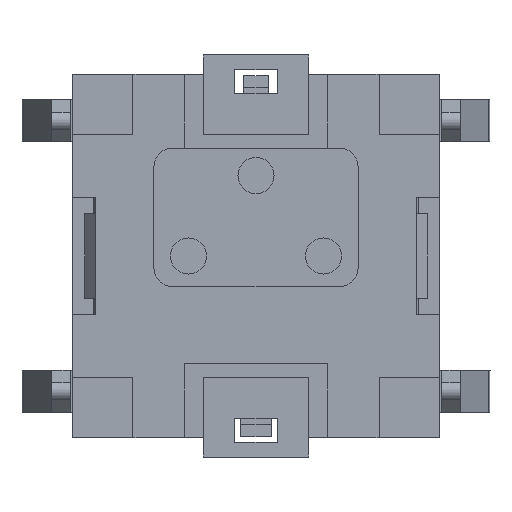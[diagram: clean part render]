
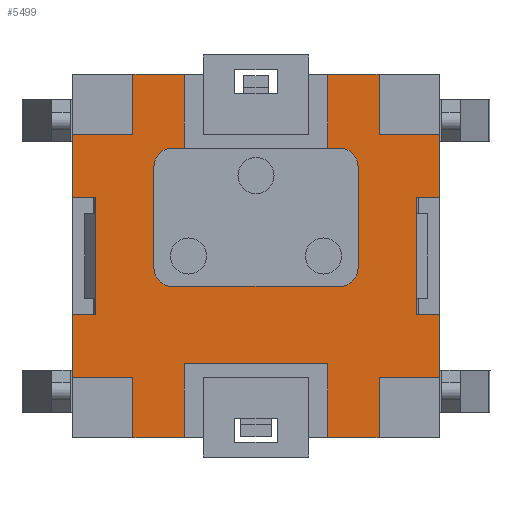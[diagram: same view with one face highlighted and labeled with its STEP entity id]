
A CAD part, front view. The second image highlights one B-rep face of the part: STEP entity #5499.
In plain terms, the highlighted planar face has unit normal (0, -1, 0).
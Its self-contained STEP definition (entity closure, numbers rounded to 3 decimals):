
#38=CIRCLE('',#5762,0.3);
#51=CIRCLE('',#5816,0.3);
#52=CIRCLE('',#5817,0.3);
#53=CIRCLE('',#5818,0.3);
#580=ORIENTED_EDGE('',*,*,#2125,.F.);
#581=ORIENTED_EDGE('',*,*,#2126,.F.);
#582=ORIENTED_EDGE('',*,*,#2127,.T.);
#583=ORIENTED_EDGE('',*,*,#2061,.F.);
#584=ORIENTED_EDGE('',*,*,#2128,.F.);
#585=ORIENTED_EDGE('',*,*,#2129,.T.);
#586=ORIENTED_EDGE('',*,*,#2130,.F.);
#587=ORIENTED_EDGE('',*,*,#1869,.F.);
#588=ORIENTED_EDGE('',*,*,#2131,.F.);
#589=ORIENTED_EDGE('',*,*,#2132,.T.);
#590=ORIENTED_EDGE('',*,*,#1805,.F.);
#591=ORIENTED_EDGE('',*,*,#1845,.F.);
#592=ORIENTED_EDGE('',*,*,#2133,.T.);
#593=ORIENTED_EDGE('',*,*,#2134,.F.);
#594=ORIENTED_EDGE('',*,*,#2135,.F.);
#595=ORIENTED_EDGE('',*,*,#2136,.F.);
#596=ORIENTED_EDGE('',*,*,#2137,.T.);
#597=ORIENTED_EDGE('',*,*,#1988,.F.);
#598=ORIENTED_EDGE('',*,*,#2014,.F.);
#599=ORIENTED_EDGE('',*,*,#2138,.T.);
#600=ORIENTED_EDGE('',*,*,#2139,.F.);
#601=ORIENTED_EDGE('',*,*,#2140,.F.);
#602=ORIENTED_EDGE('',*,*,#2010,.F.);
#603=ORIENTED_EDGE('',*,*,#2141,.T.);
#604=ORIENTED_EDGE('',*,*,#2142,.F.);
#605=ORIENTED_EDGE('',*,*,#2071,.F.);
#606=ORIENTED_EDGE('',*,*,#2143,.T.);
#607=ORIENTED_EDGE('',*,*,#2096,.F.);
#608=ORIENTED_EDGE('',*,*,#2144,.F.);
#609=ORIENTED_EDGE('',*,*,#2145,.F.);
#610=ORIENTED_EDGE('',*,*,#1957,.F.);
#611=ORIENTED_EDGE('',*,*,#2146,.F.);
#612=ORIENTED_EDGE('',*,*,#2147,.F.);
#613=ORIENTED_EDGE('',*,*,#2148,.F.);
#614=ORIENTED_EDGE('',*,*,#2149,.F.);
#615=ORIENTED_EDGE('',*,*,#2092,.F.);
#1805=EDGE_CURVE('',#2611,#2612,#3143,.T.);
#1845=EDGE_CURVE('',#2649,#2611,#3183,.T.);
#1869=EDGE_CURVE('',#2669,#2671,#3206,.T.);
#1957=EDGE_CURVE('',#2745,#2746,#38,.T.);
#1988=EDGE_CURVE('',#2767,#2768,#3316,.T.);
#2010=EDGE_CURVE('',#2782,#2783,#3338,.T.);
#2014=EDGE_CURVE('',#2786,#2767,#3342,.T.);
#2061=EDGE_CURVE('',#2828,#2829,#3380,.T.);
#2071=EDGE_CURVE('',#2833,#2834,#3390,.T.);
#2092=EDGE_CURVE('',#2851,#2852,#3411,.T.);
#2096=EDGE_CURVE('',#2855,#2856,#3415,.T.);
#2125=EDGE_CURVE('',#2876,#2851,#3442,.T.);
#2126=EDGE_CURVE('',#2877,#2876,#3443,.T.);
#2127=EDGE_CURVE('',#2877,#2829,#3444,.T.);
#2128=EDGE_CURVE('',#2878,#2828,#3445,.T.);
#2129=EDGE_CURVE('',#2878,#2879,#3446,.T.);
#2130=EDGE_CURVE('',#2671,#2879,#3447,.T.);
#2131=EDGE_CURVE('',#2880,#2669,#3448,.T.);
#2132=EDGE_CURVE('',#2880,#2612,#3449,.T.);
#2133=EDGE_CURVE('',#2649,#2881,#3450,.T.);
#2134=EDGE_CURVE('',#2882,#2881,#3451,.T.);
#2135=EDGE_CURVE('',#2883,#2882,#3452,.T.);
#2136=EDGE_CURVE('',#2884,#2883,#3453,.T.);
#2137=EDGE_CURVE('',#2884,#2768,#3454,.T.);
#2138=EDGE_CURVE('',#2786,#2885,#3455,.T.);
#2139=EDGE_CURVE('',#2886,#2885,#3456,.T.);
#2140=EDGE_CURVE('',#2783,#2886,#3457,.T.);
#2141=EDGE_CURVE('',#2782,#2887,#3458,.T.);
#2142=EDGE_CURVE('',#2834,#2887,#3459,.T.);
#2143=EDGE_CURVE('',#2833,#2856,#3460,.T.);
#2144=EDGE_CURVE('',#2888,#2855,#51,.T.);
#2145=EDGE_CURVE('',#2746,#2888,#3461,.T.);
#2146=EDGE_CURVE('',#2889,#2745,#3462,.T.);
#2147=EDGE_CURVE('',#2890,#2889,#52,.T.);
#2148=EDGE_CURVE('',#2891,#2890,#3463,.T.);
#2149=EDGE_CURVE('',#2852,#2891,#53,.T.);
#2611=VERTEX_POINT('',#7648);
#2612=VERTEX_POINT('',#7650);
#2649=VERTEX_POINT('',#7735);
#2669=VERTEX_POINT('',#7783);
#2671=VERTEX_POINT('',#7786);
#2745=VERTEX_POINT('',#7960);
#2746=VERTEX_POINT('',#7962);
#2767=VERTEX_POINT('',#8022);
#2768=VERTEX_POINT('',#8024);
#2782=VERTEX_POINT('',#8063);
#2783=VERTEX_POINT('',#8065);
#2786=VERTEX_POINT('',#8071);
#2828=VERTEX_POINT('',#8173);
#2829=VERTEX_POINT('',#8175);
#2833=VERTEX_POINT('',#8191);
#2834=VERTEX_POINT('',#8193);
#2851=VERTEX_POINT('',#8234);
#2852=VERTEX_POINT('',#8236);
#2855=VERTEX_POINT('',#8242);
#2856=VERTEX_POINT('',#8244);
#2876=VERTEX_POINT('',#8299);
#2877=VERTEX_POINT('',#8303);
#2878=VERTEX_POINT('',#8306);
#2879=VERTEX_POINT('',#8308);
#2880=VERTEX_POINT('',#8311);
#2881=VERTEX_POINT('',#8314);
#2882=VERTEX_POINT('',#8316);
#2883=VERTEX_POINT('',#8318);
#2884=VERTEX_POINT('',#8320);
#2885=VERTEX_POINT('',#8323);
#2886=VERTEX_POINT('',#8325);
#2887=VERTEX_POINT('',#8328);
#2888=VERTEX_POINT('',#8332);
#2889=VERTEX_POINT('',#8335);
#2890=VERTEX_POINT('',#8337);
#2891=VERTEX_POINT('',#8339);
#3143=LINE('',#7649,#3883);
#3183=LINE('',#7736,#3923);
#3206=LINE('',#7785,#3946);
#3316=LINE('',#8023,#4056);
#3338=LINE('',#8064,#4078);
#3342=LINE('',#8072,#4082);
#3380=LINE('',#8174,#4120);
#3390=LINE('',#8192,#4130);
#3411=LINE('',#8235,#4151);
#3415=LINE('',#8243,#4155);
#3442=LINE('',#8300,#4182);
#3443=LINE('',#8302,#4183);
#3444=LINE('',#8304,#4184);
#3445=LINE('',#8305,#4185);
#3446=LINE('',#8307,#4186);
#3447=LINE('',#8309,#4187);
#3448=LINE('',#8310,#4188);
#3449=LINE('',#8312,#4189);
#3450=LINE('',#8313,#4190);
#3451=LINE('',#8315,#4191);
#3452=LINE('',#8317,#4192);
#3453=LINE('',#8319,#4193);
#3454=LINE('',#8321,#4194);
#3455=LINE('',#8322,#4195);
#3456=LINE('',#8324,#4196);
#3457=LINE('',#8326,#4197);
#3458=LINE('',#8327,#4198);
#3459=LINE('',#8329,#4199);
#3460=LINE('',#8330,#4200);
#3461=LINE('',#8333,#4201);
#3462=LINE('',#8334,#4202);
#3463=LINE('',#8338,#4203);
#3883=VECTOR('',#6156,1000.);
#3923=VECTOR('',#6214,1000.);
#3946=VECTOR('',#6247,1000.);
#4056=VECTOR('',#6419,1000.);
#4078=VECTOR('',#6449,1000.);
#4082=VECTOR('',#6453,1000.);
#4120=VECTOR('',#6535,1000.);
#4130=VECTOR('',#6551,1000.);
#4151=VECTOR('',#6580,1000.);
#4155=VECTOR('',#6584,1000.);
#4182=VECTOR('',#6629,1000.);
#4183=VECTOR('',#6632,1000.);
#4184=VECTOR('',#6633,1000.);
#4185=VECTOR('',#6634,1000.);
#4186=VECTOR('',#6635,1000.);
#4187=VECTOR('',#6636,1000.);
#4188=VECTOR('',#6637,1000.);
#4189=VECTOR('',#6638,1000.);
#4190=VECTOR('',#6639,1000.);
#4191=VECTOR('',#6640,1000.);
#4192=VECTOR('',#6641,1000.);
#4193=VECTOR('',#6642,1000.);
#4194=VECTOR('',#6643,1000.);
#4195=VECTOR('',#6644,1000.);
#4196=VECTOR('',#6645,1000.);
#4197=VECTOR('',#6646,1000.);
#4198=VECTOR('',#6647,1000.);
#4199=VECTOR('',#6648,1000.);
#4200=VECTOR('',#6649,1000.);
#4201=VECTOR('',#6652,1000.);
#4202=VECTOR('',#6653,1000.);
#4203=VECTOR('',#6656,1000.);
#4648=EDGE_LOOP('',(#580,#581,#582,#583,#584,#585,#586,#587,#588,#589,#590,
#591,#592,#593,#594,#595,#596,#597,#598,#599,#600,#601,#602,#603,#604,#605,
#606,#607,#608,#609,#610,#611,#612,#613,#614,#615));
#4952=FACE_BOUND('',#4648,.T.);
#5242=PLANE('',#5815);
#5499=ADVANCED_FACE('',(#4952),#5242,.T.);
#5762=AXIS2_PLACEMENT_3D('',#7961,#6368,#6369);
#5815=AXIS2_PLACEMENT_3D('',#8301,#6630,#6631);
#5816=AXIS2_PLACEMENT_3D('',#8331,#6650,#6651);
#5817=AXIS2_PLACEMENT_3D('',#8336,#6654,#6655);
#5818=AXIS2_PLACEMENT_3D('',#8340,#6657,#6658);
#6156=DIRECTION('',(0.,0.,1.));
#6214=DIRECTION('',(-1.,0.,0.));
#6247=DIRECTION('',(1.,0.,0.));
#6368=DIRECTION('',(0.,-1.,0.));
#6369=DIRECTION('',(0.,0.,-1.));
#6419=DIRECTION('',(-1.,0.,0.));
#6449=DIRECTION('',(0.,0.,-1.));
#6453=DIRECTION('',(0.,0.,-1.));
#6535=DIRECTION('',(1.,0.,0.));
#6551=DIRECTION('',(1.,0.,0.));
#6580=DIRECTION('',(-1.,0.,0.));
#6584=DIRECTION('',(-1.,0.,0.));
#6629=DIRECTION('',(0.,0.,-1.));
#6630=DIRECTION('',(0.,-1.,0.));
#6631=DIRECTION('',(0.,0.,-1.));
#6632=DIRECTION('',(1.,0.,0.));
#6633=DIRECTION('',(0.,0.,-1.));
#6634=DIRECTION('',(0.,0.,1.));
#6635=DIRECTION('',(1.,0.,0.));
#6636=DIRECTION('',(0.,0.,1.));
#6637=DIRECTION('',(0.,0.,1.));
#6638=DIRECTION('',(1.,0.,0.));
#6639=DIRECTION('',(0.,0.,1.));
#6640=DIRECTION('',(-1.,0.,0.));
#6641=DIRECTION('',(0.,0.,1.));
#6642=DIRECTION('',(-1.,0.,0.));
#6643=DIRECTION('',(0.,0.,1.));
#6644=DIRECTION('',(-1.,0.,0.));
#6645=DIRECTION('',(0.,0.,-1.));
#6646=DIRECTION('',(-1.,0.,0.));
#6647=DIRECTION('',(-1.,0.,0.));
#6648=DIRECTION('',(0.,0.,-1.));
#6649=DIRECTION('',(0.,0.,-1.));
#6650=DIRECTION('',(0.,-1.,0.));
#6651=DIRECTION('',(0.,0.,-1.));
#6652=DIRECTION('',(0.,0.,1.));
#6653=DIRECTION('',(1.,0.,0.));
#6654=DIRECTION('',(0.,-1.,0.));
#6655=DIRECTION('',(0.,0.,-1.));
#6656=DIRECTION('',(0.,0.,-1.));
#6657=DIRECTION('',(0.,-1.,0.));
#6658=DIRECTION('',(0.,0.,-1.));
#7648=CARTESIAN_POINT('',(-2.05,0.,-3.025));
#7649=CARTESIAN_POINT('',(-2.05,0.,2.025));
#7650=CARTESIAN_POINT('',(-2.05,0.,-2.025));
#7735=CARTESIAN_POINT('',(-1.195,0.,-3.025));
#7736=CARTESIAN_POINT('',(3.05,0.,-3.025));
#7783=CARTESIAN_POINT('',(-3.05,0.,-0.975));
#7785=CARTESIAN_POINT('',(-3.05,0.,-0.975));
#7786=CARTESIAN_POINT('',(-2.675,0.,-0.975));
#7960=CARTESIAN_POINT('',(1.4,0.,-0.505));
#7961=CARTESIAN_POINT('',(1.4,0.,-0.205));
#7962=CARTESIAN_POINT('',(1.7,0.,-0.205));
#8022=CARTESIAN_POINT('',(3.05,0.,-2.025));
#8023=CARTESIAN_POINT('',(-0.875,0.,-2.025));
#8024=CARTESIAN_POINT('',(2.05,0.,-2.025));
#8063=CARTESIAN_POINT('',(3.05,0.,2.025));
#8064=CARTESIAN_POINT('',(3.05,0.,3.025));
#8065=CARTESIAN_POINT('',(3.05,0.,0.975));
#8071=CARTESIAN_POINT('',(3.05,0.,-0.975));
#8072=CARTESIAN_POINT('',(3.05,0.,3.025));
#8173=CARTESIAN_POINT('',(-3.05,0.,2.025));
#8174=CARTESIAN_POINT('',(0.875,0.,2.025));
#8175=CARTESIAN_POINT('',(-2.05,0.,2.025));
#8191=CARTESIAN_POINT('',(1.195,0.,3.025));
#8192=CARTESIAN_POINT('',(-3.05,0.,3.025));
#8193=CARTESIAN_POINT('',(2.05,0.,3.025));
#8234=CARTESIAN_POINT('',(-1.195,0.,1.795));
#8235=CARTESIAN_POINT('',(-1.195,0.,1.795));
#8236=CARTESIAN_POINT('',(-1.4,0.,1.795));
#8242=CARTESIAN_POINT('',(1.4,0.,1.795));
#8243=CARTESIAN_POINT('',(-1.195,0.,1.795));
#8244=CARTESIAN_POINT('',(1.195,0.,1.795));
#8299=CARTESIAN_POINT('',(-1.195,0.,3.025));
#8300=CARTESIAN_POINT('',(-1.195,0.,-1.795));
#8301=CARTESIAN_POINT('',(-0.875,0.,3.35));
#8302=CARTESIAN_POINT('',(-3.05,0.,3.025));
#8303=CARTESIAN_POINT('',(-2.05,0.,3.025));
#8304=CARTESIAN_POINT('',(-2.05,0.,3.35));
#8305=CARTESIAN_POINT('',(-3.05,0.,-3.025));
#8306=CARTESIAN_POINT('',(-3.05,0.,0.975));
#8307=CARTESIAN_POINT('',(-0.875,0.,0.975));
#8308=CARTESIAN_POINT('',(-2.675,0.,0.975));
#8309=CARTESIAN_POINT('',(-2.675,0.,-0.975));
#8310=CARTESIAN_POINT('',(-3.05,0.,-3.025));
#8311=CARTESIAN_POINT('',(-3.05,0.,-2.025));
#8312=CARTESIAN_POINT('',(-0.875,0.,-2.025));
#8313=CARTESIAN_POINT('',(-1.195,0.,3.35));
#8314=CARTESIAN_POINT('',(-1.195,0.,-1.795));
#8315=CARTESIAN_POINT('',(1.195,0.,-1.795));
#8316=CARTESIAN_POINT('',(1.195,0.,-1.795));
#8317=CARTESIAN_POINT('',(1.195,0.,1.795));
#8318=CARTESIAN_POINT('',(1.195,0.,-3.025));
#8319=CARTESIAN_POINT('',(3.05,0.,-3.025));
#8320=CARTESIAN_POINT('',(2.05,0.,-3.025));
#8321=CARTESIAN_POINT('',(2.05,0.,3.35));
#8322=CARTESIAN_POINT('',(-0.875,0.,-0.975));
#8323=CARTESIAN_POINT('',(2.675,0.,-0.975));
#8324=CARTESIAN_POINT('',(2.675,0.,0.975));
#8325=CARTESIAN_POINT('',(2.675,0.,0.975));
#8326=CARTESIAN_POINT('',(-3.05,0.,0.975));
#8327=CARTESIAN_POINT('',(-0.875,0.,2.025));
#8328=CARTESIAN_POINT('',(2.05,0.,2.025));
#8329=CARTESIAN_POINT('',(2.05,0.,-2.025));
#8330=CARTESIAN_POINT('',(1.195,0.,3.35));
#8331=CARTESIAN_POINT('',(1.4,0.,1.495));
#8332=CARTESIAN_POINT('',(1.7,0.,1.495));
#8333=CARTESIAN_POINT('',(1.7,0.,-0.205));
#8334=CARTESIAN_POINT('',(-1.4,0.,-0.505));
#8335=CARTESIAN_POINT('',(-1.4,0.,-0.505));
#8336=CARTESIAN_POINT('',(-1.4,0.,-0.205));
#8337=CARTESIAN_POINT('',(-1.7,0.,-0.205));
#8338=CARTESIAN_POINT('',(-1.7,0.,1.495));
#8339=CARTESIAN_POINT('',(-1.7,0.,1.495));
#8340=CARTESIAN_POINT('',(-1.4,0.,1.495));
